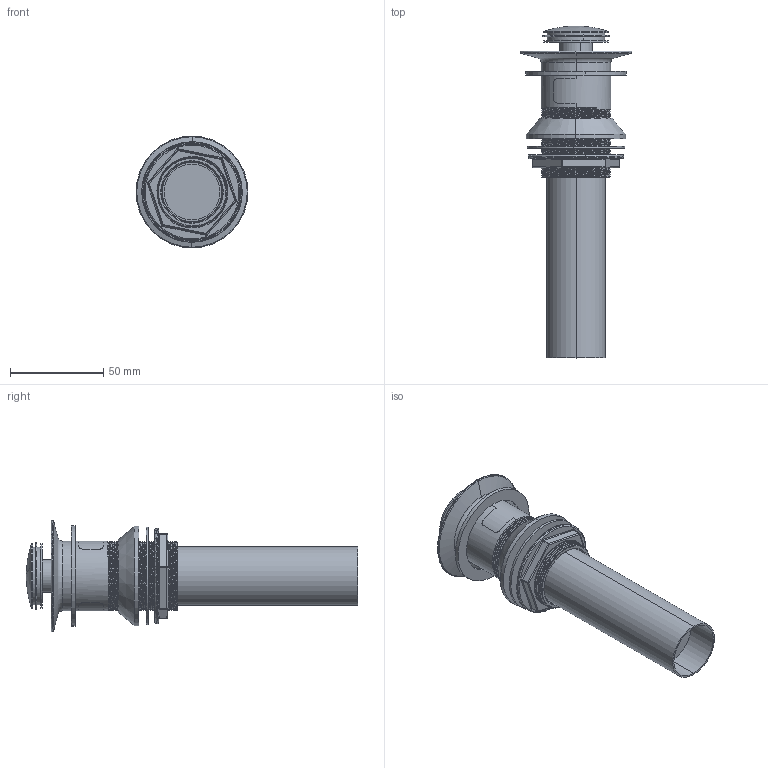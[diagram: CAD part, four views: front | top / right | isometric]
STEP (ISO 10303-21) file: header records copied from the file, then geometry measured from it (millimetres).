
FILE_DESCRIPTION((''),'2;1');
FILE_NAME('3303','2021-06-11T17:56:25',('NSantos'),(''),'CREO PARAMETRIC BY PTC INC, 2018500','CREO PARAMETRIC BY PTC INC, 2018500','');
FILE_SCHEMA(('CONFIG_CONTROL_DESIGN'));
Products named in the file (1): 3303
Bounding box: 60 x 178.09 x 60 mm (x, y, z)
Volume: 125162.1 mm3; surface area: 67309 mm2
Topology: 3 solids, 5 shells, 289 faces, 783 edges, 488 vertices
Faces by surface type: cylinder 134, plane 46, bspline 40, torus 36, cone 25, sphere 8
Entity records: 40921 total; most frequent: CARTESIAN_POINT 34049, ORIENTED_EDGE 1476, DIRECTION 1357, EDGE_CURVE 759, AXIS2_PLACEMENT_3D 571, VERTEX_POINT 488, CIRCLE 321, EDGE_LOOP 315
